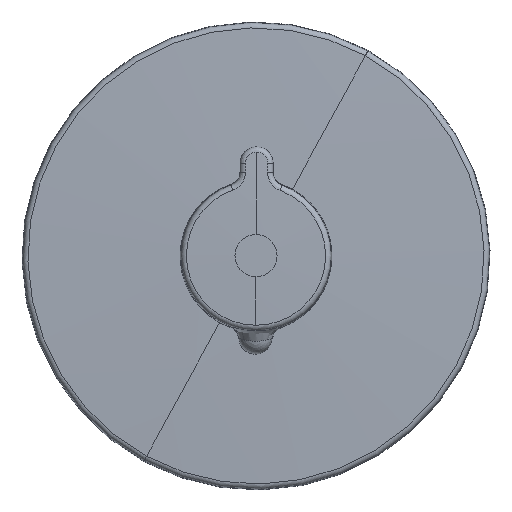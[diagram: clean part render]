
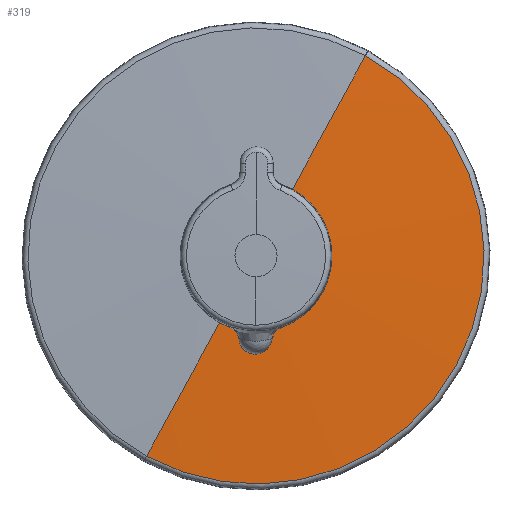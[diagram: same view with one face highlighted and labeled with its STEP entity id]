
A CAD part, top view. The second image highlights one B-rep face of the part: STEP entity #319.
In plain terms, the highlighted spherical face has radius 1892 mm.
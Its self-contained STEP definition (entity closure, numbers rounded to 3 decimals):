
#69 = AXIS2_PLACEMENT_3D ( 'NONE', #2078, #1915, #1885 ) ;
#70 = AXIS2_PLACEMENT_3D ( 'NONE', #1783, #766, #1961 ) ;
#126 = SPHERICAL_SURFACE ( 'NONE', #69, 1892. ) ;
#154 = CARTESIAN_POINT ( 'NONE',  ( 48.951, 126.216, 110.136 ) ) ;
#175 = DIRECTION ( 'NONE',  ( -0.878, 0.479, 0. ) ) ;
#208 = CARTESIAN_POINT ( 'NONE',  ( 22.446, 77.7, 111.749 ) ) ;
#214 = FACE_OUTER_BOUND ( 'NONE', #1270, .T. ) ;
#237 = EDGE_CURVE ( 'NONE', #1156, #1567, #285, .T. ) ;
#251 = CARTESIAN_POINT ( 'NONE',  ( -30.474, -19.171, 110.136 ) ) ;
#268 = VERTEX_POINT ( 'NONE', #251 ) ;
#285 = CIRCLE ( 'NONE', #1010, 27.55 ) ;
#319 = ADVANCED_FACE ( 'NONE', ( #214 ), #126, .T. ) ;
#428 = CARTESIAN_POINT ( 'NONE',  ( 9.238, 53.523, 111.749 ) ) ;
#462 = VERTEX_POINT ( 'NONE', #208 ) ;
#503 = AXIS2_PLACEMENT_3D ( 'NONE', #1910, #893, #2074 ) ;
#563 = ORIENTED_EDGE ( 'NONE', *, *, #237, .F. ) ;
#586 = DIRECTION ( 'NONE',  ( -1., 0., 0. ) ) ;
#685 = ORIENTED_EDGE ( 'NONE', *, *, #1942, .F. ) ;
#715 = ORIENTED_EDGE ( 'NONE', *, *, #2120, .F. ) ;
#720 = VERTEX_POINT ( 'NONE', #154 ) ;
#766 = DIRECTION ( 'NONE',  ( 0., 0., -1. ) ) ;
#893 = DIRECTION ( 'NONE',  ( 0.878, -0.479, 0. ) ) ;
#977 = DIRECTION ( 'NONE',  ( -1., 0., 0. ) ) ;
#1010 = AXIS2_PLACEMENT_3D ( 'NONE', #1800, #2143, #977 ) ;
#1065 = CIRCLE ( 'NONE', #70, 82.834 ) ;
#1135 = AXIS2_PLACEMENT_3D ( 'NONE', #428, #1601, #586 ) ;
#1156 = VERTEX_POINT ( 'NONE', #1159 ) ;
#1159 = CARTESIAN_POINT ( 'NONE',  ( -3.97, 29.345, 111.749 ) ) ;
#1184 = CARTESIAN_POINT ( 'NONE',  ( 9.238, 53.523, -1780.05 ) ) ;
#1270 = EDGE_LOOP ( 'NONE', ( #685, #715, #563, #1869, #1411 ) ) ;
#1361 = DIRECTION ( 'NONE',  ( -0.479, -0.878, 0. ) ) ;
#1411 = ORIENTED_EDGE ( 'NONE', *, *, #1736, .F. ) ;
#1528 = CIRCLE ( 'NONE', #1135, 27.55 ) ;
#1555 = AXIS2_PLACEMENT_3D ( 'NONE', #1184, #175, #1361 ) ;
#1567 = VERTEX_POINT ( 'NONE', #1868 ) ;
#1601 = DIRECTION ( 'NONE',  ( 0., 0., 1. ) ) ;
#1685 = CIRCLE ( 'NONE', #503, 1892. ) ;
#1736 = EDGE_CURVE ( 'NONE', #720, #268, #1065, .T. ) ;
#1783 = CARTESIAN_POINT ( 'NONE',  ( 9.238, 53.523, 110.136 ) ) ;
#1800 = CARTESIAN_POINT ( 'NONE',  ( 9.238, 53.523, 111.749 ) ) ;
#1868 = CARTESIAN_POINT ( 'NONE',  ( 35.612, 45.559, 111.749 ) ) ;
#1869 = ORIENTED_EDGE ( 'NONE', *, *, #2020, .T. ) ;
#1885 = DIRECTION ( 'NONE',  ( -0.479, -0.878, 0. ) ) ;
#1910 = CARTESIAN_POINT ( 'NONE',  ( 9.238, 53.523, -1780.05 ) ) ;
#1915 = DIRECTION ( 'NONE',  ( -0.878, 0.479, 0. ) ) ;
#1942 = EDGE_CURVE ( 'NONE', #462, #720, #2039, .T. ) ;
#1961 = DIRECTION ( 'NONE',  ( 1., 0., 0. ) ) ;
#2020 = EDGE_CURVE ( 'NONE', #1156, #268, #1685, .T. ) ;
#2039 = CIRCLE ( 'NONE', #1555, 1892. ) ;
#2074 = DIRECTION ( 'NONE',  ( 0.479, 0.878, 0. ) ) ;
#2078 = CARTESIAN_POINT ( 'NONE',  ( 9.238, 53.523, -1780.05 ) ) ;
#2120 = EDGE_CURVE ( 'NONE', #1567, #462, #1528, .T. ) ;
#2143 = DIRECTION ( 'NONE',  ( 0., 0., 1. ) ) ;
